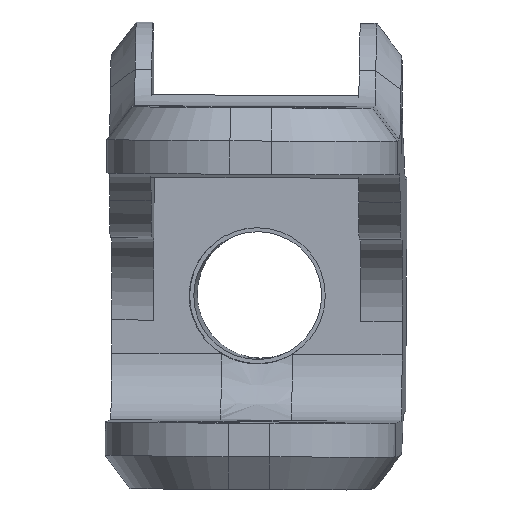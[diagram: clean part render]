
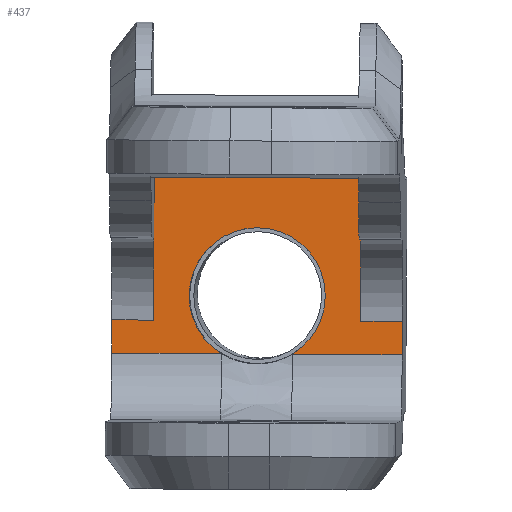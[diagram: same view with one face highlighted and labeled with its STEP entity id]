
A CAD part, left-side view. The second image highlights one B-rep face of the part: STEP entity #437.
In plain terms, the highlighted face is planar.
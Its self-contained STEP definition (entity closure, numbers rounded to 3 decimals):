
#9 = DIRECTION ( 'NONE',  ( 0., 1., 0. ) ) ;
#43 = EDGE_CURVE ( 'NONE', #349, #625, #3262, .T. ) ;
#62 = LINE ( 'NONE', #2099, #2478 ) ;
#69 = EDGE_CURVE ( 'NONE', #2148, #3167, #244, .T. ) ;
#128 = ORIENTED_EDGE ( 'NONE', *, *, #2794, .T. ) ;
#136 = EDGE_CURVE ( 'NONE', #2876, #604, #785, .T. ) ;
#150 = DIRECTION ( 'NONE',  ( 0., -1., 0. ) ) ;
#160 = PLANE ( 'NONE',  #2852 ) ;
#177 = EDGE_CURVE ( 'NONE', #2370, #2485, #62, .T. ) ;
#179 = LINE ( 'NONE', #915, #535 ) ;
#190 = LINE ( 'NONE', #1190, #643 ) ;
#192 = EDGE_CURVE ( 'NONE', #2876, #1250, #2054, .T. ) ;
#244 = LINE ( 'NONE', #481, #1786 ) ;
#250 = EDGE_CURVE ( 'NONE', #604, #2370, #1604, .T. ) ;
#300 = LINE ( 'NONE', #3100, #1740 ) ;
#345 = DIRECTION ( 'NONE',  ( -1., 0., 0. ) ) ;
#349 = VERTEX_POINT ( 'NONE', #382 ) ;
#382 = CARTESIAN_POINT ( 'NONE',  ( 3., -12.5, 41. ) ) ;
#390 = CARTESIAN_POINT ( 'NONE',  ( -22.703, -52.428, 41. ) ) ;
#437 = ADVANCED_FACE ( 'NONE', ( #3158 ), #160, .T. ) ;
#481 = CARTESIAN_POINT ( 'NONE',  ( 7., 0., 41. ) ) ;
#522 = CARTESIAN_POINT ( 'NONE',  ( 7., 0., 41. ) ) ;
#535 = VECTOR ( 'NONE', #646, 1000. ) ;
#604 = VERTEX_POINT ( 'NONE', #636 ) ;
#623 = VERTEX_POINT ( 'NONE', #3114 ) ;
#625 = VERTEX_POINT ( 'NONE', #3166 ) ;
#636 = CARTESIAN_POINT ( 'NONE',  ( 7., 17.5, 41. ) ) ;
#643 = VECTOR ( 'NONE', #675, 1000. ) ;
#646 = DIRECTION ( 'NONE',  ( 1., 0., 0. ) ) ;
#675 = DIRECTION ( 'NONE',  ( 0., -1., 0. ) ) ;
#714 = EDGE_CURVE ( 'NONE', #2485, #1100, #300, .T. ) ;
#753 = ORIENTED_EDGE ( 'NONE', *, *, #43, .F. ) ;
#785 = LINE ( 'NONE', #522, #1050 ) ;
#896 = DIRECTION ( 'NONE',  ( 1., 0., 0. ) ) ;
#915 = CARTESIAN_POINT ( 'NONE',  ( -15., -17.5, 41. ) ) ;
#929 = CARTESIAN_POINT ( 'NONE',  ( 0., 0., 41. ) ) ;
#961 = CARTESIAN_POINT ( 'NONE',  ( 3., 17.5, 41. ) ) ;
#984 = ORIENTED_EDGE ( 'NONE', *, *, #2557, .F. ) ;
#1004 = VECTOR ( 'NONE', #150, 1000. ) ;
#1040 = ORIENTED_EDGE ( 'NONE', *, *, #192, .F. ) ;
#1049 = CARTESIAN_POINT ( 'NONE',  ( 3., 12.5, 41. ) ) ;
#1050 = VECTOR ( 'NONE', #3239, 1000. ) ;
#1100 = VERTEX_POINT ( 'NONE', #2310 ) ;
#1113 = LINE ( 'NONE', #390, #1004 ) ;
#1190 = CARTESIAN_POINT ( 'NONE',  ( 3., -17.5, 41. ) ) ;
#1250 = VERTEX_POINT ( 'NONE', #2831 ) ;
#1390 = EDGE_CURVE ( 'NONE', #1100, #625, #1113, .T. ) ;
#1404 = DIRECTION ( 'NONE',  ( 0., 0., 1. ) ) ;
#1479 = CARTESIAN_POINT ( 'NONE',  ( 7., -4.271, 41. ) ) ;
#1537 = ORIENTED_EDGE ( 'NONE', *, *, #177, .T. ) ;
#1604 = LINE ( 'NONE', #2614, #2377 ) ;
#1634 = DIRECTION ( 'NONE',  ( 0., 0., 1. ) ) ;
#1635 = VECTOR ( 'NONE', #1776, 1000. ) ;
#1655 = ORIENTED_EDGE ( 'NONE', *, *, #1390, .T. ) ;
#1740 = VECTOR ( 'NONE', #2039, 1000. ) ;
#1765 = CARTESIAN_POINT ( 'NONE',  ( -7., -12.5, 41. ) ) ;
#1776 = DIRECTION ( 'NONE',  ( -1., 0., 0. ) ) ;
#1786 = VECTOR ( 'NONE', #9, 1000. ) ;
#1796 = CARTESIAN_POINT ( 'NONE',  ( 7., -17.5, 41. ) ) ;
#1837 = ORIENTED_EDGE ( 'NONE', *, *, #714, .T. ) ;
#1848 = CARTESIAN_POINT ( 'NONE',  ( 0., 0., 41. ) ) ;
#1871 = EDGE_CURVE ( 'NONE', #623, #2148, #179, .T. ) ;
#1884 = EDGE_LOOP ( 'NONE', ( #753, #128, #3257, #2529, #984, #1040, #3179, #2373, #1537, #1837, #1655 ) ) ;
#2039 = DIRECTION ( 'NONE',  ( -1., 0., 0. ) ) ;
#2054 = CIRCLE ( 'NONE', #2112, 8.2 ) ;
#2099 = CARTESIAN_POINT ( 'NONE',  ( 3., 12.5, 41. ) ) ;
#2112 = AXIS2_PLACEMENT_3D ( 'NONE', #1848, #2861, #2842 ) ;
#2148 = VERTEX_POINT ( 'NONE', #1796 ) ;
#2310 = CARTESIAN_POINT ( 'NONE',  ( -22.703, 12.5, 41. ) ) ;
#2370 = VERTEX_POINT ( 'NONE', #961 ) ;
#2373 = ORIENTED_EDGE ( 'NONE', *, *, #250, .T. ) ;
#2377 = VECTOR ( 'NONE', #345, 1000. ) ;
#2478 = VECTOR ( 'NONE', #2598, 1000. ) ;
#2485 = VERTEX_POINT ( 'NONE', #1049 ) ;
#2523 = CARTESIAN_POINT ( 'NONE',  ( 7., 4.271, 41. ) ) ;
#2529 = ORIENTED_EDGE ( 'NONE', *, *, #69, .T. ) ;
#2545 = CIRCLE ( 'NONE', #3232, 8.2 ) ;
#2557 = EDGE_CURVE ( 'NONE', #1250, #3167, #2545, .T. ) ;
#2598 = DIRECTION ( 'NONE',  ( 0., -1., 0. ) ) ;
#2614 = CARTESIAN_POINT ( 'NONE',  ( -15., 17.5, 41. ) ) ;
#2794 = EDGE_CURVE ( 'NONE', #349, #623, #190, .T. ) ;
#2831 = CARTESIAN_POINT ( 'NONE',  ( -8.2, 0., 41. ) ) ;
#2842 = DIRECTION ( 'NONE',  ( 1., 0., 0. ) ) ;
#2852 = AXIS2_PLACEMENT_3D ( 'NONE', #929, #1634, #896 ) ;
#2861 = DIRECTION ( 'NONE',  ( 0., 0., 1. ) ) ;
#2876 = VERTEX_POINT ( 'NONE', #2523 ) ;
#2892 = CARTESIAN_POINT ( 'NONE',  ( 0., 0., 41. ) ) ;
#3100 = CARTESIAN_POINT ( 'NONE',  ( -7., 12.5, 41. ) ) ;
#3114 = CARTESIAN_POINT ( 'NONE',  ( 3., -17.5, 41. ) ) ;
#3156 = DIRECTION ( 'NONE',  ( 1., 0., 0. ) ) ;
#3158 = FACE_OUTER_BOUND ( 'NONE', #1884, .T. ) ;
#3166 = CARTESIAN_POINT ( 'NONE',  ( -22.703, -12.5, 41. ) ) ;
#3167 = VERTEX_POINT ( 'NONE', #1479 ) ;
#3179 = ORIENTED_EDGE ( 'NONE', *, *, #136, .T. ) ;
#3232 = AXIS2_PLACEMENT_3D ( 'NONE', #2892, #1404, #3156 ) ;
#3239 = DIRECTION ( 'NONE',  ( 0., 1., 0. ) ) ;
#3257 = ORIENTED_EDGE ( 'NONE', *, *, #1871, .T. ) ;
#3262 = LINE ( 'NONE', #1765, #1635 ) ;
